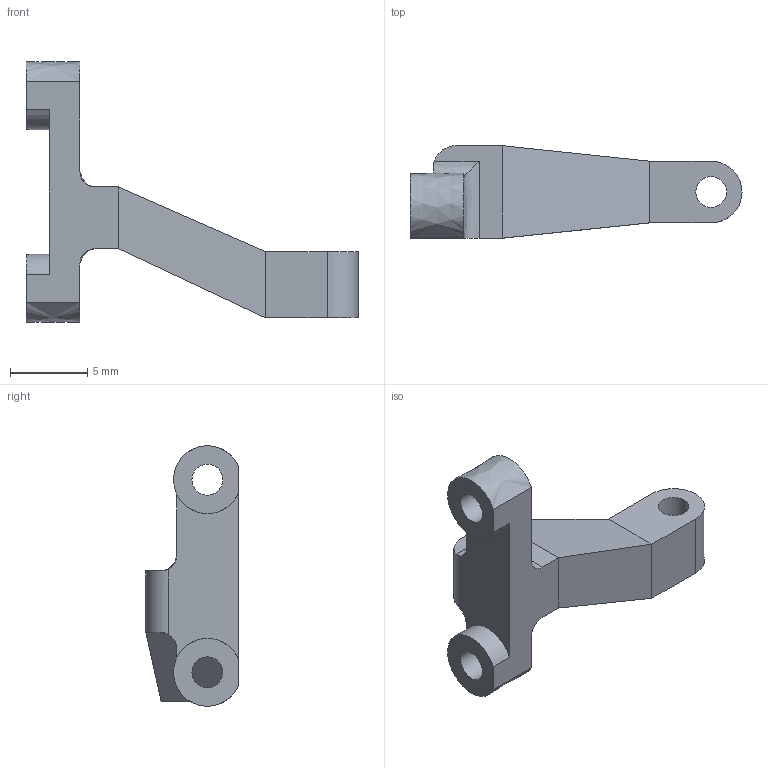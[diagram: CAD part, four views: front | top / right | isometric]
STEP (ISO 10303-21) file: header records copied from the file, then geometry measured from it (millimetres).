
FILE_DESCRIPTION((''),'2;1');
FILE_NAME('filename', '',(''),(''),'','','');
FILE_SCHEMA(('AUTOMOTIVE_DESIGN { 1 0 10303 214 1 1 1 1 }'));
Length unit declared in the file: millimetre
Products named in the file (1): Camera_Connector_L
Bounding box: 21.55 x 6 x 16.9 mm (x, y, z)
Volume: 510 mm3; surface area: 634.5 mm2
Topology: 1 solids, 1 shells, 30 faces, 74 edges, 46 vertices
Faces by surface type: bspline 30
Entity records: 1063 total; most frequent: CARTESIAN_POINT 406, ORIENTED_EDGE 142, DIRECTION 93, EDGE_CURVE 71, VECTOR 47, LINE 47, VERTEX_POINT 46, EDGE_LOOP 39
